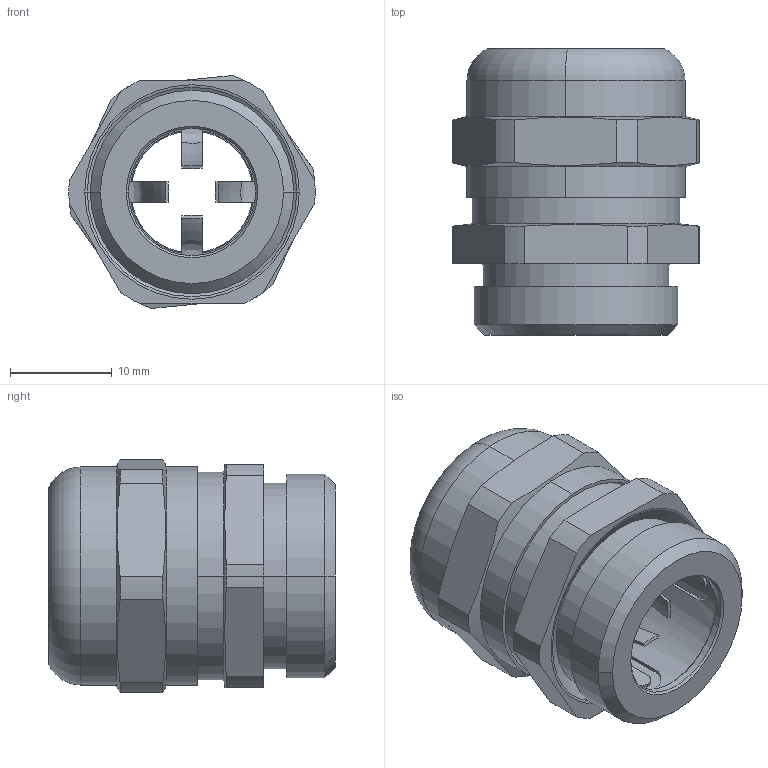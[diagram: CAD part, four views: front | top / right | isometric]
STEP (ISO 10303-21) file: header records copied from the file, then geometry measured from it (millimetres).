
FILE_DESCRIPTION((''),'2;1');
FILE_NAME('ASM0002_ASM','2020-12-23T',('dn.ye'),(''),'PRO/ENGINEER BY PARAMETRIC TECHNOLOGY CORPORATION, 2012480','PRO/ENGINEER BY PARAMETRIC TECHNOLOGY CORPORATION, 2012480','');
FILE_SCHEMA(('CONFIG_CONTROL_DESIGN'));
Length unit declared in the file: millimetre
Products named in the file (7): PRT0007; PRT0008; PRT0009; PRT0010; PRT0011; ASM0003_ASM; ASM0002_ASM
Assembly tree (6 placements, depth 3):
  ASM0002_ASM
    ASM0003_ASM
      PRT0007
      PRT0008
      PRT0009
      PRT0010
      PRT0011
Bounding box: 24.2 x 28.13 x 22.88 mm (x, y, z)
Volume: 5676.2 mm3; surface area: 9680.4 mm2
Topology: 5 solids, 5 shells, 333 faces, 857 edges, 540 vertices
Faces by surface type: plane 150, cylinder 89, cone 45, torus 33, bspline 8, sphere 8
Entity records: 11244 total; most frequent: CARTESIAN_POINT 2944, DIRECTION 1758, ORIENTED_EDGE 1714, EDGE_CURVE 857, AXIS2_PLACEMENT_3D 700, VERTEX_POINT 540, VECTOR 358, LINE 358
